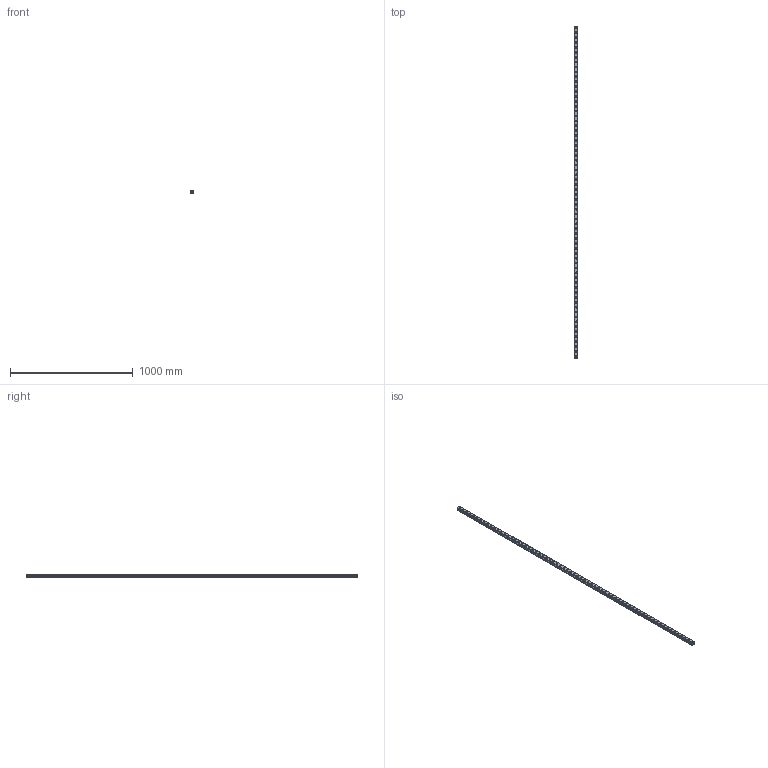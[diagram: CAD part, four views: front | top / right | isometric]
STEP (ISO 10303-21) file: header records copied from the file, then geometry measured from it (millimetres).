
FILE_DESCRIPTION(('STEP AP214'),'1');
FILE_NAME('cctmp_BC75A889-C15A-455F-AB4B-F040E02BCC56_2021_03_11_13_13_09_0346..stp','2021-03-11T12:13:09',('HIWIN GmbH'),('CADClick - www.CADClick.com'),'Spatial InterOp 3D',' ','unknown authorization');
FILE_SCHEMA(('AUTOMOTIVE_DESIGN'));
Length unit declared in the file: millimetre
Products named in the file (1): RGR30R2710H_FILE
Bounding box: 28 x 2710 x 28 mm (x, y, z)
Volume: 1554501.2 mm3; surface area: 402341.3 mm2
Topology: 1 solids, 1 shells, 727 faces, 1551 edges, 1034 vertices
Faces by surface type: cylinder 426, plane 301
Entity records: 25857 total; most frequent: DIRECTION 3859, CARTESIAN_POINT 3313, ORIENTED_EDGE 3102, AXIS2_PLACEMENT_3D 1580, EDGE_CURVE 1551, VERTEX_POINT 1034, EDGE_LOOP 935, CIRCLE 852
